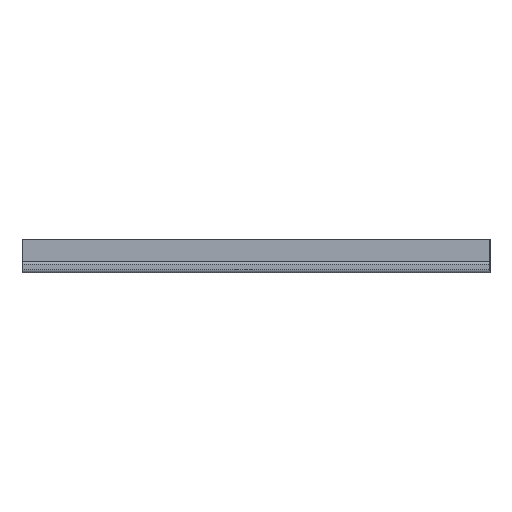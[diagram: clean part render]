
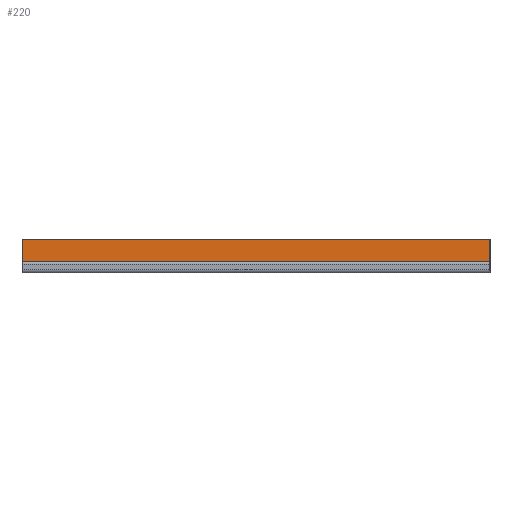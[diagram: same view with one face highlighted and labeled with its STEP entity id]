
A CAD part, left-side view. The second image highlights one B-rep face of the part: STEP entity #220.
In plain terms, the highlighted planar face has unit normal (-1, 0, 0).
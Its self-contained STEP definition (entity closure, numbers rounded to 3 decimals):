
#5 = VECTOR ( 'NONE', #723, 1000. ) ;
#7 = VECTOR ( 'NONE', #255, 1000. ) ;
#59 = CARTESIAN_POINT ( 'NONE',  ( -66.6, -25., 1.2 ) ) ;
#63 = ORIENTED_EDGE ( 'NONE', *, *, #601, .F. ) ;
#79 = VECTOR ( 'NONE', #119, 1000. ) ;
#100 = EDGE_CURVE ( 'NONE', #716, #768, #611, .T. ) ;
#119 = DIRECTION ( 'NONE',  ( 0., 0., 1. ) ) ;
#180 = EDGE_LOOP ( 'NONE', ( #63, #831, #860, #906 ) ) ;
#220 = ADVANCED_FACE ( 'NONE', ( #383 ), #953, .F. ) ;
#229 = DIRECTION ( 'NONE',  ( 1., 0., 0. ) ) ;
#239 = DIRECTION ( 'NONE',  ( 0., -1., 0. ) ) ;
#255 = DIRECTION ( 'NONE',  ( 0., -1., 0. ) ) ;
#309 = CARTESIAN_POINT ( 'NONE',  ( -66.6, 23.6, 3.5 ) ) ;
#314 = CARTESIAN_POINT ( 'NONE',  ( -66.6, 25., 3.5 ) ) ;
#367 = EDGE_CURVE ( 'NONE', #955, #716, #817, .T. ) ;
#383 = FACE_OUTER_BOUND ( 'NONE', #180, .T. ) ;
#437 = CARTESIAN_POINT ( 'NONE',  ( -66.6, -25., 3.5 ) ) ;
#489 = CARTESIAN_POINT ( 'NONE',  ( -66.6, -25., 3.5 ) ) ;
#495 = VECTOR ( 'NONE', #239, 1000. ) ;
#560 = LINE ( 'NONE', #314, #495 ) ;
#601 = EDGE_CURVE ( 'NONE', #1051, #768, #560, .T. ) ;
#611 = LINE ( 'NONE', #437, #79 ) ;
#643 = EDGE_CURVE ( 'NONE', #1051, #955, #959, .T. ) ;
#678 = AXIS2_PLACEMENT_3D ( 'NONE', #798, #229, #793 ) ;
#716 = VERTEX_POINT ( 'NONE', #59 ) ;
#723 = DIRECTION ( 'NONE',  ( 0., 0., -1. ) ) ;
#758 = CARTESIAN_POINT ( 'NONE',  ( -66.6, 23.6, 3.5 ) ) ;
#768 = VERTEX_POINT ( 'NONE', #489 ) ;
#793 = DIRECTION ( 'NONE',  ( 0., 0., -1. ) ) ;
#798 = CARTESIAN_POINT ( 'NONE',  ( -66.6, 25., 3.5 ) ) ;
#817 = LINE ( 'NONE', #982, #7 ) ;
#831 = ORIENTED_EDGE ( 'NONE', *, *, #643, .T. ) ;
#857 = CARTESIAN_POINT ( 'NONE',  ( -66.6, 23.6, 1.2 ) ) ;
#860 = ORIENTED_EDGE ( 'NONE', *, *, #367, .T. ) ;
#906 = ORIENTED_EDGE ( 'NONE', *, *, #100, .T. ) ;
#953 = PLANE ( 'NONE',  #678 ) ;
#955 = VERTEX_POINT ( 'NONE', #857 ) ;
#959 = LINE ( 'NONE', #309, #5 ) ;
#982 = CARTESIAN_POINT ( 'NONE',  ( -66.6, 25., 1.2 ) ) ;
#1051 = VERTEX_POINT ( 'NONE', #758 ) ;
